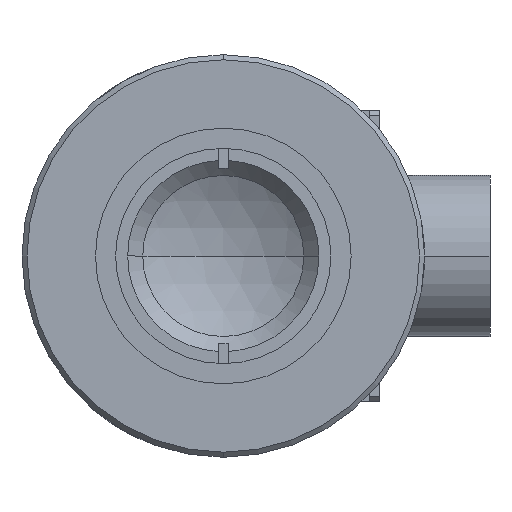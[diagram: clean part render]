
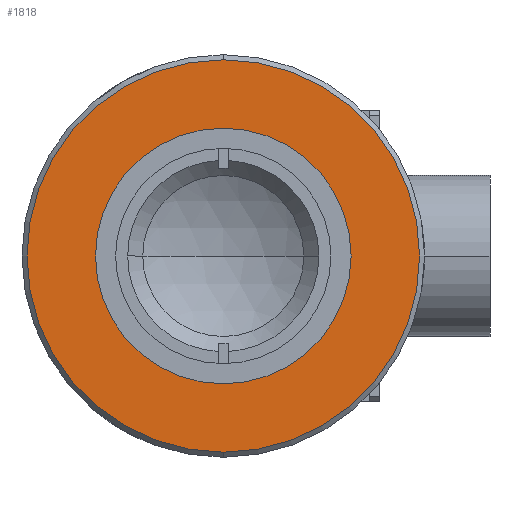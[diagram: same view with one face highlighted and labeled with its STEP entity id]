
A CAD part, front view. The second image highlights one B-rep face of the part: STEP entity #1818.
In plain terms, the highlighted planar face has unit normal (0, -1, 0).
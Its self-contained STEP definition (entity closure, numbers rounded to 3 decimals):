
#159 = AXIS2_PLACEMENT_3D ( 'NONE', #2772, #826, #3103 ) ;
#239 = CARTESIAN_POINT ( 'NONE',  ( 20., -130.238, 0. ) ) ;
#372 = EDGE_CURVE ( 'NONE', #1575, #3109, #1899, .T. ) ;
#386 = CIRCLE ( 'NONE', #966, 11.75 ) ;
#410 = DIRECTION ( 'NONE',  ( 0., -1., 0. ) ) ;
#558 = CARTESIAN_POINT ( 'NONE',  ( 0., -130.238, 0. ) ) ;
#561 = DIRECTION ( 'NONE',  ( 0., 0., 1. ) ) ;
#639 = AXIS2_PLACEMENT_3D ( 'NONE', #889, #3172, #1204 ) ;
#826 = DIRECTION ( 'NONE',  ( 0., -1., 0. ) ) ;
#889 = CARTESIAN_POINT ( 'NONE',  ( 0., -130.238, 0. ) ) ;
#898 = DIRECTION ( 'NONE',  ( 0., 0., 1. ) ) ;
#912 = ORIENTED_EDGE ( 'NONE', *, *, #3613, .T. ) ;
#916 = CARTESIAN_POINT ( 'NONE',  ( 0., -130.238, -19.5 ) ) ;
#935 = CIRCLE ( 'NONE', #639, 11.75 ) ;
#966 = AXIS2_PLACEMENT_3D ( 'NONE', #558, #2837, #898 ) ;
#1204 = DIRECTION ( 'NONE',  ( 0., 0., 1. ) ) ;
#1358 = EDGE_CURVE ( 'NONE', #1467, #3050, #386, .T. ) ;
#1380 = ORIENTED_EDGE ( 'NONE', *, *, #1358, .T. ) ;
#1467 = VERTEX_POINT ( 'NONE', #1494 ) ;
#1494 = CARTESIAN_POINT ( 'NONE',  ( 0., -130.238, 11.75 ) ) ;
#1575 = VERTEX_POINT ( 'NONE', #916 ) ;
#1792 = AXIS2_PLACEMENT_3D ( 'NONE', #2317, #410, #2671 ) ;
#1818 = ADVANCED_FACE ( 'NONE', ( #2926, #3801 ), #4124, .F. ) ;
#1821 = CARTESIAN_POINT ( 'NONE',  ( 0., -130.238, 19.5 ) ) ;
#1899 = CIRCLE ( 'NONE', #1792, 19.5 ) ;
#1952 = ORIENTED_EDGE ( 'NONE', *, *, #2269, .T. ) ;
#2022 = ORIENTED_EDGE ( 'NONE', *, *, #372, .T. ) ;
#2269 = EDGE_CURVE ( 'NONE', #3109, #1575, #3499, .T. ) ;
#2317 = CARTESIAN_POINT ( 'NONE',  ( 0., -130.238, 0. ) ) ;
#2493 = DIRECTION ( 'NONE',  ( 0., 1., 0. ) ) ;
#2671 = DIRECTION ( 'NONE',  ( 0., 0., 1. ) ) ;
#2772 = CARTESIAN_POINT ( 'NONE',  ( 0., -130.238, 0. ) ) ;
#2837 = DIRECTION ( 'NONE',  ( 0., 1., 0. ) ) ;
#2926 = FACE_OUTER_BOUND ( 'NONE', #3461, .T. ) ;
#2957 = EDGE_LOOP ( 'NONE', ( #1380, #912 ) ) ;
#3050 = VERTEX_POINT ( 'NONE', #3437 ) ;
#3103 = DIRECTION ( 'NONE',  ( 0., 0., 1. ) ) ;
#3109 = VERTEX_POINT ( 'NONE', #1821 ) ;
#3172 = DIRECTION ( 'NONE',  ( 0., 1., 0. ) ) ;
#3414 = AXIS2_PLACEMENT_3D ( 'NONE', #239, #2493, #561 ) ;
#3437 = CARTESIAN_POINT ( 'NONE',  ( 0., -130.238, -11.75 ) ) ;
#3461 = EDGE_LOOP ( 'NONE', ( #1952, #2022 ) ) ;
#3499 = CIRCLE ( 'NONE', #159, 19.5 ) ;
#3613 = EDGE_CURVE ( 'NONE', #3050, #1467, #935, .T. ) ;
#3801 = FACE_BOUND ( 'NONE', #2957, .T. ) ;
#4124 = PLANE ( 'NONE',  #3414 ) ;
